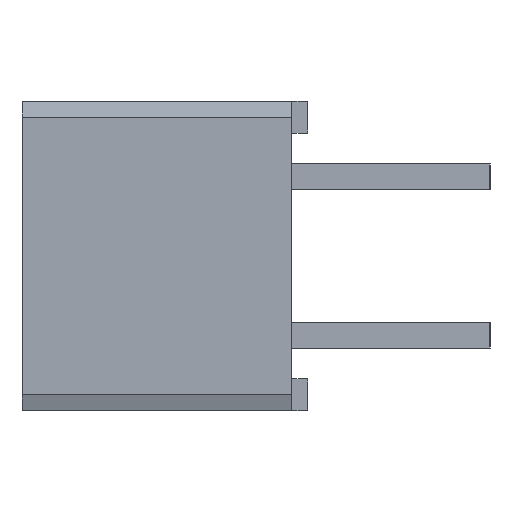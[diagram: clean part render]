
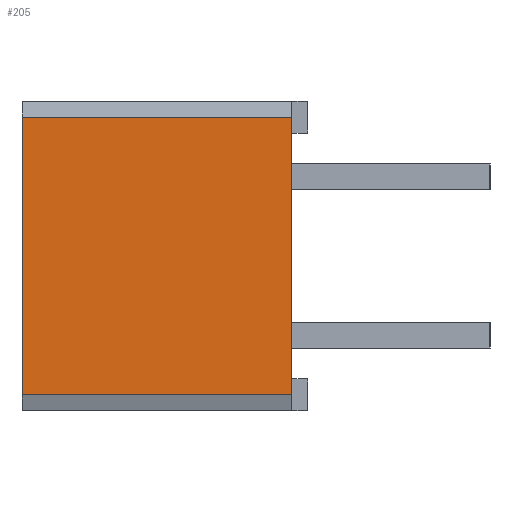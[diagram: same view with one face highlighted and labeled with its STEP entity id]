
A CAD part, left-side view. The second image highlights one B-rep face of the part: STEP entity #205.
In plain terms, the highlighted planar face has unit normal (-1, 0, 0).
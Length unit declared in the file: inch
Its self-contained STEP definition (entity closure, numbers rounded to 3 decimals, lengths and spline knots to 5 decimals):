
#205 = ADVANCED_FACE( '', ( #591 ), #592, .F. );
#591 = FACE_OUTER_BOUND( '', #1302, .T. );
#592 = PLANE( '', #1303 );
#1302 = EDGE_LOOP( '', ( #2382, #2383, #2384, #2385 ) );
#1303 = AXIS2_PLACEMENT_3D( '', #2386, #2387, #2388 );
#2382 = ORIENTED_EDGE( '', *, *, #4897, .T. );
#2383 = ORIENTED_EDGE( '', *, *, #4728, .T. );
#2384 = ORIENTED_EDGE( '', *, *, #4898, .T. );
#2385 = ORIENTED_EDGE( '', *, *, #4768, .F. );
#2386 = CARTESIAN_POINT( '', ( -0.35, 0.18, -0.0975 ) );
#2387 = DIRECTION( '', ( 1., 0., 0. ) );
#2388 = DIRECTION( '', ( 0., 0., -1. ) );
#4728 = EDGE_CURVE( '', #5673, #5671, #5674, .T. );
#4768 = EDGE_CURVE( '', #5742, #5744, #5745, .T. );
#4897 = EDGE_CURVE( '', #5742, #5673, #5985, .T. );
#4898 = EDGE_CURVE( '', #5671, #5744, #5986, .T. );
#5671 = VERTEX_POINT( '', #7182 );
#5673 = VERTEX_POINT( '', #7185 );
#5674 = LINE( '', #7186, #7187 );
#5742 = VERTEX_POINT( '', #7293 );
#5744 = VERTEX_POINT( '', #7296 );
#5745 = LINE( '', #7297, #7298 );
#5985 = LINE( '', #7666, #7667 );
#5986 = LINE( '', #7668, #7669 );
#7182 = CARTESIAN_POINT( '', ( -0.35, 0.01, 0.0875 ) );
#7185 = CARTESIAN_POINT( '', ( -0.35, 0.01, -0.0875 ) );
#7186 = CARTESIAN_POINT( '', ( -0.35, 0.01, -0.0775 ) );
#7187 = VECTOR( '', #9168, 39.37008 );
#7293 = CARTESIAN_POINT( '', ( -0.35, 0.18, -0.0875 ) );
#7296 = CARTESIAN_POINT( '', ( -0.35, 0.18, 0.0875 ) );
#7297 = CARTESIAN_POINT( '', ( -0.35, 0.18, -0.0975 ) );
#7298 = VECTOR( '', #9208, 39.37008 );
#7666 = CARTESIAN_POINT( '', ( -0.35, 0.18, -0.0875 ) );
#7667 = VECTOR( '', #9337, 39.37008 );
#7668 = CARTESIAN_POINT( '', ( -0.35, 0.18, 0.0875 ) );
#7669 = VECTOR( '', #9338, 39.37008 );
#9168 = DIRECTION( '', ( 0., 0., 1. ) );
#9208 = DIRECTION( '', ( 0., 0., 1. ) );
#9337 = DIRECTION( '', ( 0., -1., 0. ) );
#9338 = DIRECTION( '', ( 0., 1., 0. ) );
